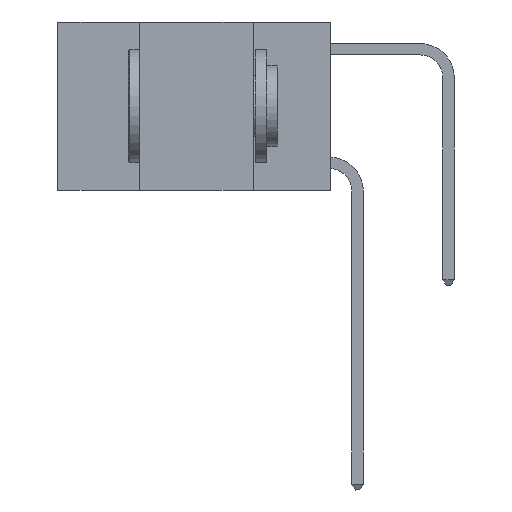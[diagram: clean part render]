
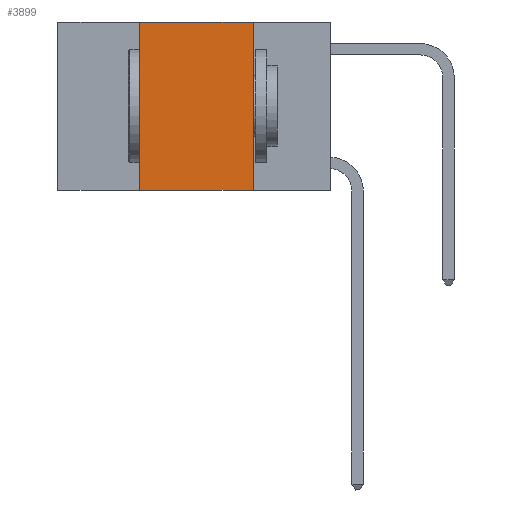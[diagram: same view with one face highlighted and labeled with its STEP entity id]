
A CAD part, left-side view. The second image highlights one B-rep face of the part: STEP entity #3899.
In plain terms, the highlighted planar face has unit normal (-1, 0, 0).
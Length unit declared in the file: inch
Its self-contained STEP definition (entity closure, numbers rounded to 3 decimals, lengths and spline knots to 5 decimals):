
#618 = EDGE_CURVE ( 'NONE', #6087, #4099, #3930, .T. ) ;
#1141 = DIRECTION ( 'NONE',  ( 0., -1., 0. ) ) ;
#2375 = ORIENTED_EDGE ( 'NONE', *, *, #618, .F. ) ;
#2482 = CARTESIAN_POINT ( 'NONE',  ( 0., 0.42, 0. ) ) ;
#2686 = CARTESIAN_POINT ( 'NONE',  ( 0., 0.6, -0.37 ) ) ;
#3499 = EDGE_LOOP ( 'NONE', ( #2375, #23213, #4586, #8528 ) ) ;
#3899 = ADVANCED_FACE ( 'NONE', ( #15843 ), #5810, .F. ) ;
#3930 = LINE ( 'NONE', #21205, #20726 ) ;
#4099 = VERTEX_POINT ( 'NONE', #23840 ) ;
#4586 = ORIENTED_EDGE ( 'NONE', *, *, #19417, .F. ) ;
#4777 = VECTOR ( 'NONE', #5193, 39.37008 ) ;
#5067 = EDGE_CURVE ( 'NONE', #13298, #6087, #7315, .T. ) ;
#5193 = DIRECTION ( 'NONE',  ( 0., -1., 0. ) ) ;
#5810 = PLANE ( 'NONE',  #24308 ) ;
#6087 = VERTEX_POINT ( 'NONE', #8014 ) ;
#6781 = LINE ( 'NONE', #2686, #14726 ) ;
#7065 = EDGE_CURVE ( 'NONE', #23621, #4099, #6781, .T. ) ;
#7315 = LINE ( 'NONE', #15223, #4777 ) ;
#8014 = CARTESIAN_POINT ( 'NONE',  ( 0., 0.17, 0. ) ) ;
#8528 = ORIENTED_EDGE ( 'NONE', *, *, #7065, .T. ) ;
#9701 = CARTESIAN_POINT ( 'NONE',  ( 0., 0.6, 0. ) ) ;
#11607 = CARTESIAN_POINT ( 'NONE',  ( 0., 0.42, 0. ) ) ;
#12040 = CARTESIAN_POINT ( 'NONE',  ( 0., 0.42, -0.37 ) ) ;
#13298 = VERTEX_POINT ( 'NONE', #2482 ) ;
#14726 = VECTOR ( 'NONE', #1141, 39.37008 ) ;
#15223 = CARTESIAN_POINT ( 'NONE',  ( 0., 0.6, 0. ) ) ;
#15843 = FACE_OUTER_BOUND ( 'NONE', #3499, .T. ) ;
#17844 = DIRECTION ( 'NONE',  ( 1., 0., 0. ) ) ;
#18993 = VECTOR ( 'NONE', #19019, 39.37008 ) ;
#19019 = DIRECTION ( 'NONE',  ( 0., 0., 1. ) ) ;
#19417 = EDGE_CURVE ( 'NONE', #23621, #13298, #20891, .T. ) ;
#20726 = VECTOR ( 'NONE', #23209, 39.37008 ) ;
#20891 = LINE ( 'NONE', #11607, #18993 ) ;
#21098 = DIRECTION ( 'NONE',  ( 0., 0., -1. ) ) ;
#21205 = CARTESIAN_POINT ( 'NONE',  ( 0., 0.17, 0. ) ) ;
#23209 = DIRECTION ( 'NONE',  ( 0., 0., -1. ) ) ;
#23213 = ORIENTED_EDGE ( 'NONE', *, *, #5067, .F. ) ;
#23621 = VERTEX_POINT ( 'NONE', #12040 ) ;
#23840 = CARTESIAN_POINT ( 'NONE',  ( 0., 0.17, -0.37 ) ) ;
#24308 = AXIS2_PLACEMENT_3D ( 'NONE', #9701, #17844, #21098 ) ;
